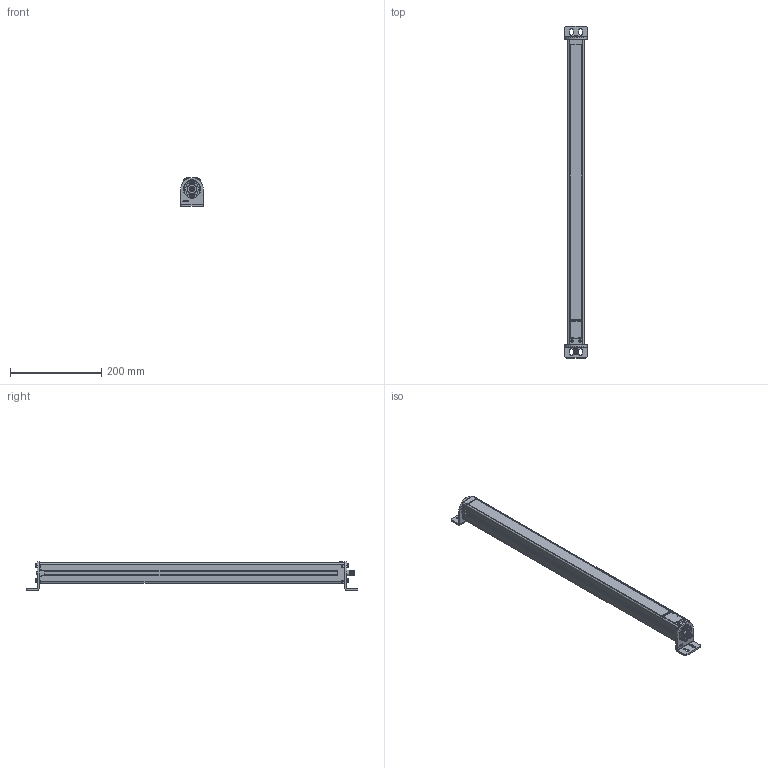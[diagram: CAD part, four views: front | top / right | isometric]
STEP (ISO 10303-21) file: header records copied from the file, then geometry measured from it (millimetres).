
FILE_DESCRIPTION((''),'2;1');
FILE_NAME('139536_SM01_ASM','2023-04-12T08:08:02',('banengservice'),('BANNER ENGINEERING'),'CREO PARAMETRIC BY PTC INC, 2022414','CREO PARAMETRIC BY PTC INC, 2022414','');
FILE_SCHEMA(('CONFIG_CONTROL_DESIGN'));
Products named in the file (2): 139536_EP01; 139536_SM01_ASM
Assembly tree (1 placements, depth 2):
  139536_SM01_ASM
    139536_EP01
Bounding box: 50 x 729 x 63 mm (x, y, z)
Volume: 912128.5 mm3; surface area: 236647.4 mm2
Topology: 1 solids, 1 shells, 2224 faces, 6187 edges, 3980 vertices
Faces by surface type: plane 1258, cylinder 710, bspline 123, torus 46, sphere 42, cone 27, extrusion 18
Entity records: 135181 total; most frequent: CARTESIAN_POINT 79857, ORIENTED_EDGE 12326, DIRECTION 10370, EDGE_CURVE 6163, VERTEX_POINT 3980, VECTOR 3892, LINE 3874, AXIS2_PLACEMENT_3D 3239
